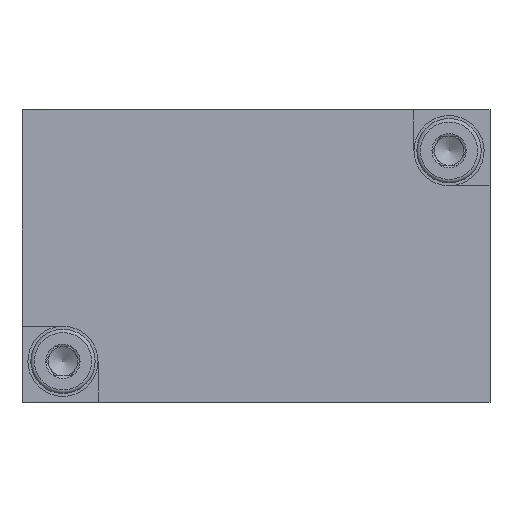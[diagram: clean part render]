
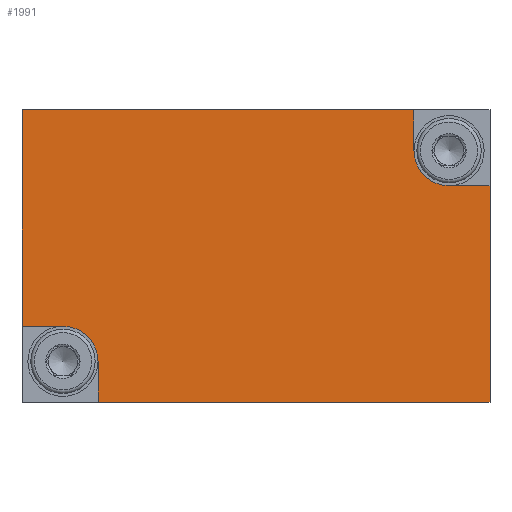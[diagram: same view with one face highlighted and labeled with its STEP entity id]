
A CAD part, front view. The second image highlights one B-rep face of the part: STEP entity #1991.
In plain terms, the highlighted planar face has unit normal (0, -1, 0).
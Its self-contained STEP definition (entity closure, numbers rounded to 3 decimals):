
#388=CIRCLE('',#2097,3.);
#389=CIRCLE('',#2098,3.);
#472=VERTEX_POINT('',#2811);
#473=VERTEX_POINT('',#2812);
#479=VERTEX_POINT('',#2828);
#480=VERTEX_POINT('',#2829);
#481=VERTEX_POINT('',#2834);
#482=VERTEX_POINT('',#2835);
#483=VERTEX_POINT('',#2837);
#484=VERTEX_POINT('',#2839);
#485=VERTEX_POINT('',#2841);
#486=VERTEX_POINT('',#2845);
#647=VECTOR('',#2304,1.);
#654=VECTOR('',#2315,1.);
#657=VECTOR('',#2319,1.);
#658=VECTOR('',#2322,1.);
#659=VECTOR('',#2323,1.);
#660=VECTOR('',#2324,1.);
#661=VECTOR('',#2327,1.);
#662=VECTOR('',#2328,1.);
#799=LINE('',#2810,#647);
#806=LINE('',#2827,#654);
#809=LINE('',#2833,#657);
#810=LINE('',#2838,#658);
#811=LINE('',#2840,#659);
#812=LINE('',#2842,#660);
#813=LINE('',#2844,#661);
#814=LINE('',#2846,#662);
#951=EDGE_CURVE('',#472,#473,#799,.T.);
#959=EDGE_CURVE('',#479,#480,#806,.T.);
#962=EDGE_CURVE('',#481,#482,#809,.T.);
#963=EDGE_CURVE('',#482,#483,#388,.T.);
#964=EDGE_CURVE('',#483,#484,#810,.T.);
#965=EDGE_CURVE('',#485,#484,#811,.T.);
#966=EDGE_CURVE('',#472,#485,#812,.T.);
#967=EDGE_CURVE('',#473,#479,#389,.T.);
#968=EDGE_CURVE('',#486,#480,#813,.T.);
#969=EDGE_CURVE('',#481,#486,#814,.T.);
#1223=ORIENTED_EDGE('',*,*,#962,.T.);
#1224=ORIENTED_EDGE('',*,*,#963,.T.);
#1225=ORIENTED_EDGE('',*,*,#964,.T.);
#1226=ORIENTED_EDGE('',*,*,#965,.F.);
#1227=ORIENTED_EDGE('',*,*,#966,.F.);
#1228=ORIENTED_EDGE('',*,*,#951,.T.);
#1229=ORIENTED_EDGE('',*,*,#967,.T.);
#1230=ORIENTED_EDGE('',*,*,#959,.T.);
#1231=ORIENTED_EDGE('',*,*,#968,.F.);
#1232=ORIENTED_EDGE('',*,*,#969,.F.);
#1731=EDGE_LOOP('',(#1223,#1224,#1225,#1226,#1227,#1228,#1229,#1230,#1231,
#1232));
#1861=FACE_BOUND('',#1731,.T.);
#1991=ADVANCED_FACE('',(#1861),#3764,.F.);
#2096=AXIS2_PLACEMENT_3D('',#2832,#2318,$);
#2097=AXIS2_PLACEMENT_3D('',#2836,#2320,#2321);
#2098=AXIS2_PLACEMENT_3D('',#2843,#2325,#2326);
#2304=DIRECTION('',(-1.,0.,0.));
#2315=DIRECTION('',(0.,0.,1.));
#2318=DIRECTION('',(0.,1.,0.));
#2319=DIRECTION('',(1.,0.,0.));
#2320=DIRECTION('',(0.,1.,0.));
#2321=DIRECTION('',(3.,0.,0.));
#2322=DIRECTION('',(0.,0.,-1.));
#2323=DIRECTION('',(-1.,0.,0.));
#2324=DIRECTION('',(0.,0.,-1.));
#2325=DIRECTION('',(0.,1.,0.));
#2326=DIRECTION('',(3.,0.,0.));
#2327=DIRECTION('',(1.,0.,0.));
#2328=DIRECTION('',(0.,0.,1.));
#2810=CARTESIAN_POINT('',(40.,0.,-6.5));
#2811=CARTESIAN_POINT('',(40.,0.,-6.5));
#2812=CARTESIAN_POINT('',(36.5,0.,-6.5));
#2827=CARTESIAN_POINT('',(33.5,0.,-3.5));
#2828=CARTESIAN_POINT('',(33.5,0.,-3.5));
#2829=CARTESIAN_POINT('',(33.5,0.,0.));
#2832=CARTESIAN_POINT('',(0.,0.,0.));
#2833=CARTESIAN_POINT('',(0.,0.,-18.5));
#2834=CARTESIAN_POINT('',(0.,0.,-18.5));
#2835=CARTESIAN_POINT('',(3.5,0.,-18.5));
#2836=CARTESIAN_POINT('',(3.5,0.,-21.5));
#2837=CARTESIAN_POINT('',(6.5,0.,-21.5));
#2838=CARTESIAN_POINT('',(6.5,0.,-21.5));
#2839=CARTESIAN_POINT('',(6.5,0.,-25.));
#2840=CARTESIAN_POINT('',(40.,0.,-25.));
#2841=CARTESIAN_POINT('',(40.,0.,-25.));
#2842=CARTESIAN_POINT('',(40.,0.,-6.5));
#2843=CARTESIAN_POINT('',(36.5,0.,-3.5));
#2844=CARTESIAN_POINT('',(0.,0.,0.));
#2845=CARTESIAN_POINT('',(0.,0.,0.));
#2846=CARTESIAN_POINT('',(0.,0.,-18.5));
#3764=PLANE('',#2096);
